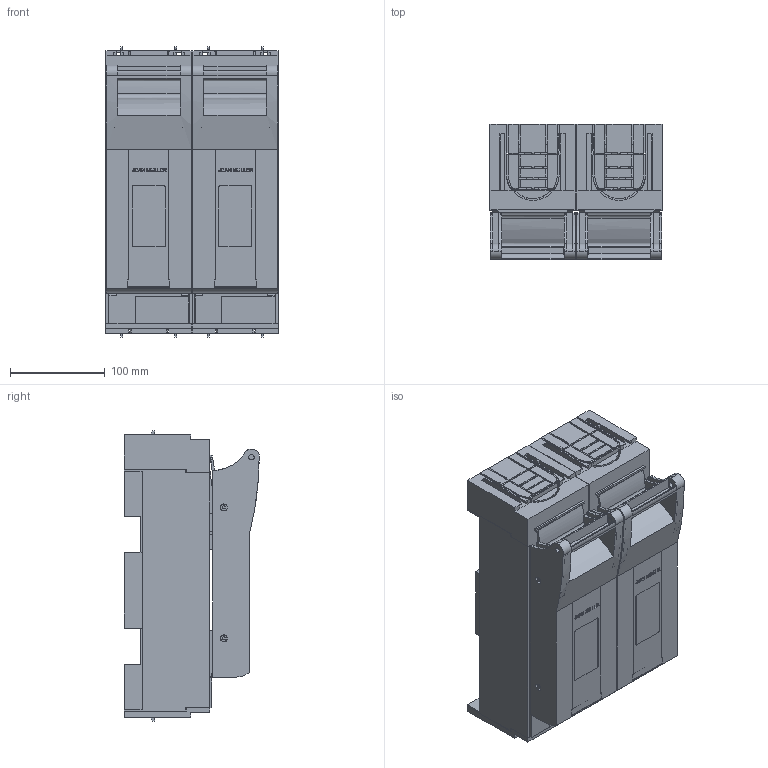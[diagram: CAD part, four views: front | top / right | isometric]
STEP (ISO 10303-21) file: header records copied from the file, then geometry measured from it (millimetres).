
FILE_DESCRIPTION(('CATIA V5 STEP'),'2;1');
FILE_NAME('T0666_NH-Sicherungslasttrennschalter-KETO-3-2_F.stp','2019-01-21T09:38:31+00:00',('none'),('Jean Müller GmbH'),'CATIA Version 5 Release 19 SP 9 (IN-10)','CATIA V5 STEP AP214','none');
FILE_SCHEMA(('AUTOMOTIVE_DESIGN { 1 0 10303 214 1 1 1 1 }'));
Products named in the file (1): T0666_NH-Sicherungslasttrennschalter-KETO-3-2/F
Bounding box: 182 x 142.3 x 306 mm (x, y, z)
Volume: 2624711.6 mm3; surface area: 936979.8 mm2
Topology: 39 solids, 39 shells, 3358 faces, 9676 edges, 6354 vertices
Faces by surface type: plane 2710, cylinder 460, cone 124, torus 32, sphere 16, extrusion 8, bspline 8
Entity records: 103402 total; most frequent: CARTESIAN_POINT 21138, ORIENTED_EDGE 19304, DIRECTION 13182, EDGE_CURVE 9652, VECTOR 7952, LINE 7944, VERTEX_POINT 6354, EDGE_LOOP 3592
